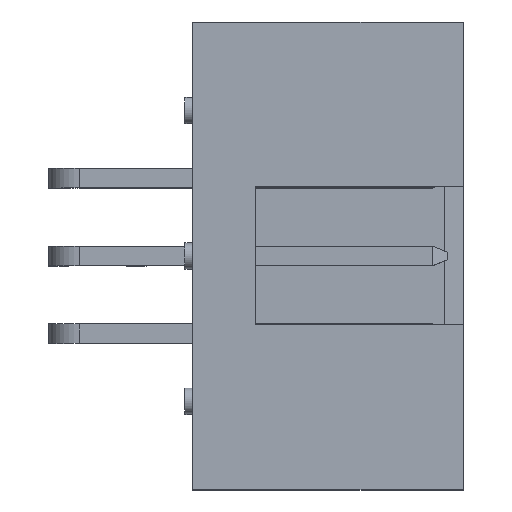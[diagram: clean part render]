
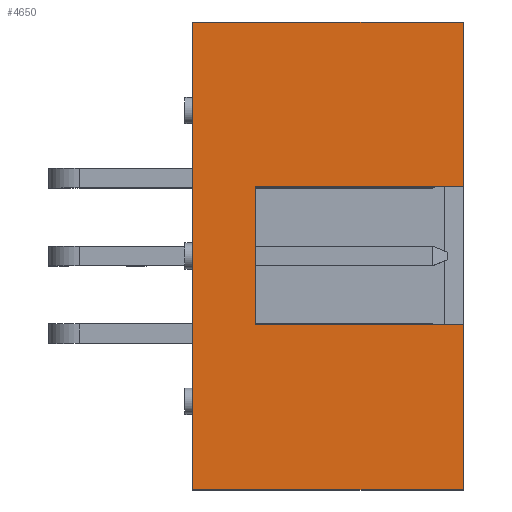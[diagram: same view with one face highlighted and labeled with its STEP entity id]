
A CAD part, top view. The second image highlights one B-rep face of the part: STEP entity #4650.
In plain terms, the highlighted face is planar.
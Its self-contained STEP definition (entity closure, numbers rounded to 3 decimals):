
#76=LINE('',#6125,#499);
#77=LINE('',#6128,#500);
#78=LINE('',#6130,#501);
#79=LINE('',#6132,#502);
#80=LINE('',#6134,#503);
#81=LINE('',#6136,#504);
#82=LINE('',#6138,#505);
#83=LINE('',#6140,#506);
#499=VECTOR('',#5199,1000.);
#500=VECTOR('',#5200,1000.);
#501=VECTOR('',#5201,1000.);
#502=VECTOR('',#5202,1000.);
#503=VECTOR('',#5203,1000.);
#504=VECTOR('',#5204,1000.);
#505=VECTOR('',#5205,1000.);
#506=VECTOR('',#5206,1000.);
#962=ORIENTED_EDGE('',*,*,#1879,.F.);
#963=ORIENTED_EDGE('',*,*,#1880,.T.);
#964=ORIENTED_EDGE('',*,*,#1881,.T.);
#965=ORIENTED_EDGE('',*,*,#1882,.F.);
#966=ORIENTED_EDGE('',*,*,#1883,.F.);
#967=ORIENTED_EDGE('',*,*,#1884,.F.);
#968=ORIENTED_EDGE('',*,*,#1885,.F.);
#969=ORIENTED_EDGE('',*,*,#1886,.F.);
#1879=EDGE_CURVE('',#2338,#2339,#76,.T.);
#1880=EDGE_CURVE('',#2338,#2340,#77,.T.);
#1881=EDGE_CURVE('',#2340,#2341,#78,.T.);
#1882=EDGE_CURVE('',#2342,#2341,#79,.T.);
#1883=EDGE_CURVE('',#2343,#2342,#80,.T.);
#1884=EDGE_CURVE('',#2344,#2343,#81,.T.);
#1885=EDGE_CURVE('',#2345,#2344,#82,.T.);
#1886=EDGE_CURVE('',#2339,#2345,#83,.T.);
#2338=VERTEX_POINT('',#6126);
#2339=VERTEX_POINT('',#6127);
#2340=VERTEX_POINT('',#6129);
#2341=VERTEX_POINT('',#6131);
#2342=VERTEX_POINT('',#6133);
#2343=VERTEX_POINT('',#6135);
#2344=VERTEX_POINT('',#6137);
#2345=VERTEX_POINT('',#6139);
#2635=EDGE_LOOP('',(#962,#963,#964,#965,#966,#967,#968,#969));
#2858=FACE_BOUND('',#2635,.T.);
#3071=PLANE('',#4867);
#4650=ADVANCED_FACE('',(#2858),#3071,.F.);
#4867=AXIS2_PLACEMENT_3D('',#6124,#5197,#5198);
#5197=DIRECTION('',(0.,1.,0.));
#5198=DIRECTION('',(0.,0.,1.));
#5199=DIRECTION('',(0.,0.,1.));
#5200=DIRECTION('',(-1.,0.,0.));
#5201=DIRECTION('',(0.,0.,1.));
#5202=DIRECTION('',(1.,0.,0.));
#5203=DIRECTION('',(0.,0.,1.));
#5204=DIRECTION('',(-1.,0.,0.));
#5205=DIRECTION('',(0.,0.,-1.));
#5206=DIRECTION('',(1.,0.,0.));
#6124=CARTESIAN_POINT('',(0.,-4.425,0.));
#6125=CARTESIAN_POINT('',(2.25,-4.425,-2.375));
#6126=CARTESIAN_POINT('',(2.25,-4.425,-2.375));
#6127=CARTESIAN_POINT('',(2.25,-4.425,4.425));
#6128=CARTESIAN_POINT('',(2.25,-4.425,-2.375));
#6129=CARTESIAN_POINT('',(-2.25,-4.425,-2.375));
#6130=CARTESIAN_POINT('',(-2.25,-4.425,-2.375));
#6131=CARTESIAN_POINT('',(-2.25,-4.425,4.425));
#6132=CARTESIAN_POINT('',(-7.64,-4.425,4.425));
#6133=CARTESIAN_POINT('',(-7.64,-4.425,4.425));
#6134=CARTESIAN_POINT('',(-7.64,-4.425,-4.425));
#6135=CARTESIAN_POINT('',(-7.64,-4.425,-4.425));
#6136=CARTESIAN_POINT('',(7.64,-4.425,-4.425));
#6137=CARTESIAN_POINT('',(7.64,-4.425,-4.425));
#6138=CARTESIAN_POINT('',(7.64,-4.425,4.425));
#6139=CARTESIAN_POINT('',(7.64,-4.425,4.425));
#6140=CARTESIAN_POINT('',(-7.64,-4.425,4.425));
